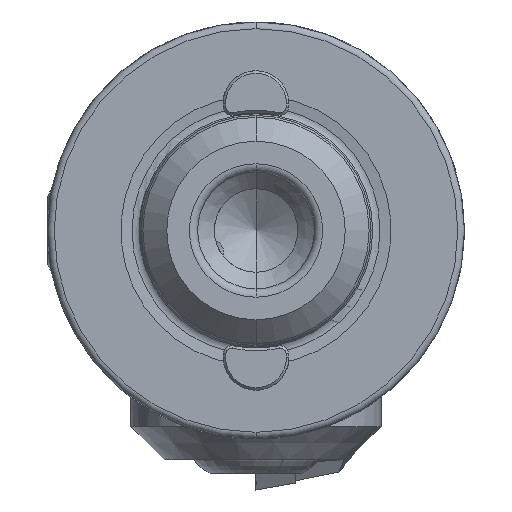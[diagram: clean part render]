
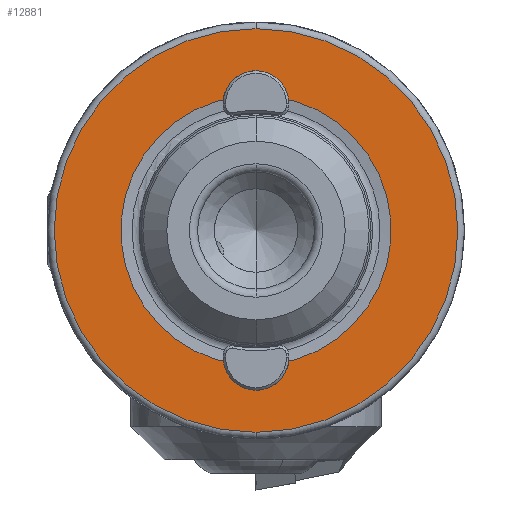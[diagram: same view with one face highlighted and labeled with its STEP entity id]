
A CAD part, left-side view. The second image highlights one B-rep face of the part: STEP entity #12881.
In plain terms, the highlighted planar face has unit normal (-1, 0, 0).
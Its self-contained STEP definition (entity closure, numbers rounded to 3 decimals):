
#200 = CARTESIAN_POINT ( 'NONE',  ( 0., 0., 0. ) ) ;
#269 = VERTEX_POINT ( 'NONE', #19551 ) ;
#1670 = DIRECTION ( 'NONE',  ( 0., 0., 1. ) ) ;
#2350 = CARTESIAN_POINT ( 'NONE',  ( 0., -1.046, -8.036 ) ) ;
#2503 = FACE_OUTER_BOUND ( 'NONE', #20515, .T. ) ;
#2546 = DIRECTION ( 'NONE',  ( 0., 0., 1. ) ) ;
#2669 = DIRECTION ( 'NONE',  ( -1., 0., 0. ) ) ;
#2753 = VERTEX_POINT ( 'NONE', #7620 ) ;
#2862 = ORIENTED_EDGE ( 'NONE', *, *, #10811, .F. ) ;
#2959 = AXIS2_PLACEMENT_3D ( 'NONE', #9558, #26046, #11934 ) ;
#3254 = FACE_BOUND ( 'NONE', #19331, .T. ) ;
#3518 = CIRCLE ( 'NONE', #18107, 1.1 ) ;
#4562 = CARTESIAN_POINT ( 'NONE',  ( 0., 1.046, -8.036 ) ) ;
#4725 = DIRECTION ( 'NONE',  ( -1., 0., 0. ) ) ;
#6410 = ORIENTED_EDGE ( 'NONE', *, *, #13802, .T. ) ;
#6429 = DIRECTION ( 'NONE',  ( -1., 0., 0. ) ) ;
#6950 = DIRECTION ( 'NONE',  ( 0., 0., -1. ) ) ;
#7326 = VERTEX_POINT ( 'NONE', #26058 ) ;
#7620 = CARTESIAN_POINT ( 'NONE',  ( 0., 1.046, 8.036 ) ) ;
#7721 = CARTESIAN_POINT ( 'NONE',  ( 0., 0., 8.375 ) ) ;
#8248 = EDGE_CURVE ( 'NONE', #14034, #22822, #28558, .T. ) ;
#9558 = CARTESIAN_POINT ( 'NONE',  ( 0., 0., 0. ) ) ;
#9877 = DIRECTION ( 'NONE',  ( -1., 0., 0. ) ) ;
#9979 = VERTEX_POINT ( 'NONE', #13791 ) ;
#10097 = DIRECTION ( 'NONE',  ( 0., 0., 1. ) ) ;
#10127 = CIRCLE ( 'NONE', #2959, 8.103 ) ;
#10533 = AXIS2_PLACEMENT_3D ( 'NONE', #18794, #4725, #21169 ) ;
#10677 = ORIENTED_EDGE ( 'NONE', *, *, #26460, .F. ) ;
#10811 = EDGE_CURVE ( 'NONE', #22822, #2753, #26595, .T. ) ;
#11777 = VERTEX_POINT ( 'NONE', #4562 ) ;
#11934 = DIRECTION ( 'NONE',  ( 0., 0., 1. ) ) ;
#12088 = AXIS2_PLACEMENT_3D ( 'NONE', #20509, #6429, #22895 ) ;
#12881 = ADVANCED_FACE ( 'NONE', ( #3254, #2503 ), #23330, .F. ) ;
#13791 = CARTESIAN_POINT ( 'NONE',  ( 0., 0., 12.1 ) ) ;
#13802 = EDGE_CURVE ( 'NONE', #7326, #9979, #18256, .T. ) ;
#13864 = EDGE_CURVE ( 'NONE', #269, #20135, #23813, .T. ) ;
#14034 = VERTEX_POINT ( 'NONE', #14982 ) ;
#14727 = CIRCLE ( 'NONE', #24190, 12.1 ) ;
#14982 = CARTESIAN_POINT ( 'NONE',  ( 0., -1.046, 8.036 ) ) ;
#15698 = DIRECTION ( 'NONE',  ( -1., 0., 0. ) ) ;
#16604 = DIRECTION ( 'NONE',  ( -1., 0., 0. ) ) ;
#16614 = EDGE_CURVE ( 'NONE', #9979, #7326, #14727, .T. ) ;
#16732 = CARTESIAN_POINT ( 'NONE',  ( 0., 0., -8.375 ) ) ;
#17539 = ORIENTED_EDGE ( 'NONE', *, *, #13864, .F. ) ;
#18107 = AXIS2_PLACEMENT_3D ( 'NONE', #29818, #15698, #1670 ) ;
#18256 = CIRCLE ( 'NONE', #10533, 12.1 ) ;
#18344 = AXIS2_PLACEMENT_3D ( 'NONE', #7721, #24209, #10097 ) ;
#18794 = CARTESIAN_POINT ( 'NONE',  ( 0., 0., 0. ) ) ;
#19109 = DIRECTION ( 'NONE',  ( 0., 0., 1. ) ) ;
#19331 = EDGE_LOOP ( 'NONE', ( #10677, #2862, #22270, #28811, #17539, #21677 ) ) ;
#19551 = CARTESIAN_POINT ( 'NONE',  ( 0., 0., -9.475 ) ) ;
#19975 = AXIS2_PLACEMENT_3D ( 'NONE', #16732, #2669, #19109 ) ;
#20135 = VERTEX_POINT ( 'NONE', #2350 ) ;
#20509 = CARTESIAN_POINT ( 'NONE',  ( 0., 0., 8.375 ) ) ;
#20515 = EDGE_LOOP ( 'NONE', ( #29934, #6410 ) ) ;
#21030 = DIRECTION ( 'NONE',  ( 1., 0., 0. ) ) ;
#21169 = DIRECTION ( 'NONE',  ( 0., 0., 1. ) ) ;
#21677 = ORIENTED_EDGE ( 'NONE', *, *, #26827, .F. ) ;
#22270 = ORIENTED_EDGE ( 'NONE', *, *, #8248, .F. ) ;
#22822 = VERTEX_POINT ( 'NONE', #24668 ) ;
#22895 = DIRECTION ( 'NONE',  ( 0., 0., 1. ) ) ;
#23330 = PLANE ( 'NONE',  #29106 ) ;
#23813 = CIRCLE ( 'NONE', #19975, 1.1 ) ;
#23986 = CARTESIAN_POINT ( 'NONE',  ( 0., 0., 0. ) ) ;
#24028 = EDGE_CURVE ( 'NONE', #20135, #14034, #27911, .T. ) ;
#24190 = AXIS2_PLACEMENT_3D ( 'NONE', #23986, #9877, #26366 ) ;
#24209 = DIRECTION ( 'NONE',  ( -1., 0., 0. ) ) ;
#24668 = CARTESIAN_POINT ( 'NONE',  ( 0., 0., 9.475 ) ) ;
#25689 = CARTESIAN_POINT ( 'NONE',  ( 0., 0., -8.103 ) ) ;
#26046 = DIRECTION ( 'NONE',  ( -1., 0., 0. ) ) ;
#26058 = CARTESIAN_POINT ( 'NONE',  ( 0., 0., -12.1 ) ) ;
#26366 = DIRECTION ( 'NONE',  ( 0., 0., 1. ) ) ;
#26460 = EDGE_CURVE ( 'NONE', #2753, #11777, #10127, .T. ) ;
#26595 = CIRCLE ( 'NONE', #12088, 1.1 ) ;
#26827 = EDGE_CURVE ( 'NONE', #11777, #269, #3518, .T. ) ;
#27911 = CIRCLE ( 'NONE', #28744, 8.103 ) ;
#28558 = CIRCLE ( 'NONE', #18344, 1.1 ) ;
#28744 = AXIS2_PLACEMENT_3D ( 'NONE', #200, #16604, #2546 ) ;
#28811 = ORIENTED_EDGE ( 'NONE', *, *, #24028, .F. ) ;
#29106 = AXIS2_PLACEMENT_3D ( 'NONE', #25689, #21030, #6950 ) ;
#29818 = CARTESIAN_POINT ( 'NONE',  ( 0., 0., -8.375 ) ) ;
#29934 = ORIENTED_EDGE ( 'NONE', *, *, #16614, .T. ) ;
